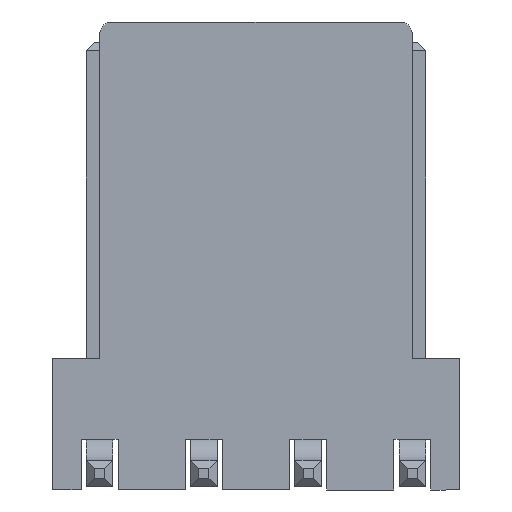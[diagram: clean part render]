
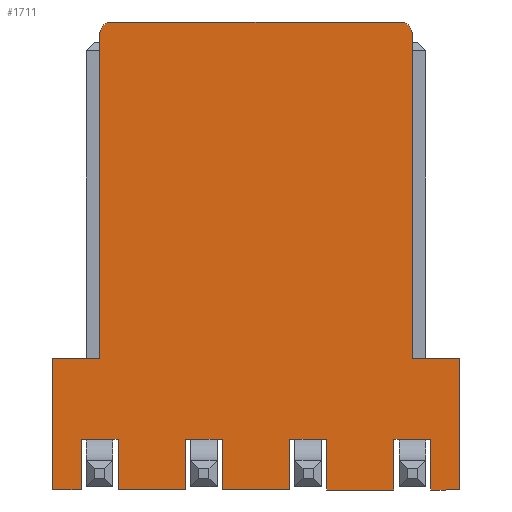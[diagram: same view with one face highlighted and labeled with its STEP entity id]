
A CAD part, left-side view. The second image highlights one B-rep face of the part: STEP entity #1711.
In plain terms, the highlighted planar face has unit normal (-1, 0, 0).
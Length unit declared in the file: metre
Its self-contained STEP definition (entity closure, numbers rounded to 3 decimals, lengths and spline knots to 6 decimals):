
#46=CIRCLE('',#1890,0.0003);
#47=CIRCLE('',#1891,0.0003);
#378=ORIENTED_EDGE('',*,*,#687,.F.);
#379=ORIENTED_EDGE('',*,*,#694,.T.);
#380=ORIENTED_EDGE('',*,*,#695,.T.);
#381=ORIENTED_EDGE('',*,*,#696,.T.);
#382=ORIENTED_EDGE('',*,*,#697,.T.);
#383=ORIENTED_EDGE('',*,*,#698,.F.);
#384=ORIENTED_EDGE('',*,*,#699,.T.);
#385=ORIENTED_EDGE('',*,*,#700,.T.);
#386=ORIENTED_EDGE('',*,*,#701,.T.);
#387=ORIENTED_EDGE('',*,*,#702,.F.);
#388=ORIENTED_EDGE('',*,*,#703,.T.);
#389=ORIENTED_EDGE('',*,*,#704,.T.);
#390=ORIENTED_EDGE('',*,*,#705,.T.);
#391=ORIENTED_EDGE('',*,*,#706,.F.);
#392=ORIENTED_EDGE('',*,*,#707,.T.);
#393=ORIENTED_EDGE('',*,*,#708,.T.);
#394=ORIENTED_EDGE('',*,*,#709,.T.);
#395=ORIENTED_EDGE('',*,*,#710,.F.);
#396=ORIENTED_EDGE('',*,*,#711,.T.);
#397=ORIENTED_EDGE('',*,*,#712,.F.);
#398=ORIENTED_EDGE('',*,*,#691,.F.);
#399=ORIENTED_EDGE('',*,*,#713,.T.);
#400=ORIENTED_EDGE('',*,*,#714,.F.);
#401=ORIENTED_EDGE('',*,*,#715,.T.);
#402=ORIENTED_EDGE('',*,*,#716,.F.);
#403=ORIENTED_EDGE('',*,*,#717,.F.);
#687=EDGE_CURVE('',#860,#862,#1057,.T.);
#691=EDGE_CURVE('',#865,#866,#1061,.T.);
#694=EDGE_CURVE('',#860,#868,#1064,.T.);
#695=EDGE_CURVE('',#868,#869,#1065,.T.);
#696=EDGE_CURVE('',#869,#870,#1066,.T.);
#697=EDGE_CURVE('',#870,#871,#1067,.T.);
#698=EDGE_CURVE('',#872,#871,#1068,.T.);
#699=EDGE_CURVE('',#872,#873,#1069,.T.);
#700=EDGE_CURVE('',#873,#874,#1070,.T.);
#701=EDGE_CURVE('',#874,#875,#1071,.T.);
#702=EDGE_CURVE('',#876,#875,#1072,.T.);
#703=EDGE_CURVE('',#876,#877,#1073,.T.);
#704=EDGE_CURVE('',#877,#878,#1074,.T.);
#705=EDGE_CURVE('',#878,#879,#1075,.T.);
#706=EDGE_CURVE('',#880,#879,#1076,.T.);
#707=EDGE_CURVE('',#880,#881,#1077,.T.);
#708=EDGE_CURVE('',#881,#882,#1078,.T.);
#709=EDGE_CURVE('',#882,#883,#1079,.T.);
#710=EDGE_CURVE('',#884,#883,#1080,.T.);
#711=EDGE_CURVE('',#884,#885,#1081,.T.);
#712=EDGE_CURVE('',#866,#885,#1082,.T.);
#713=EDGE_CURVE('',#865,#886,#1083,.T.);
#714=EDGE_CURVE('',#887,#886,#46,.T.);
#715=EDGE_CURVE('',#887,#888,#1084,.T.);
#716=EDGE_CURVE('',#889,#888,#47,.T.);
#717=EDGE_CURVE('',#862,#889,#1085,.T.);
#860=VERTEX_POINT('',#2723);
#862=VERTEX_POINT('',#2726);
#865=VERTEX_POINT('',#2732);
#866=VERTEX_POINT('',#2734);
#868=VERTEX_POINT('',#2740);
#869=VERTEX_POINT('',#2742);
#870=VERTEX_POINT('',#2744);
#871=VERTEX_POINT('',#2746);
#872=VERTEX_POINT('',#2748);
#873=VERTEX_POINT('',#2750);
#874=VERTEX_POINT('',#2752);
#875=VERTEX_POINT('',#2754);
#876=VERTEX_POINT('',#2756);
#877=VERTEX_POINT('',#2758);
#878=VERTEX_POINT('',#2760);
#879=VERTEX_POINT('',#2762);
#880=VERTEX_POINT('',#2764);
#881=VERTEX_POINT('',#2766);
#882=VERTEX_POINT('',#2768);
#883=VERTEX_POINT('',#2770);
#884=VERTEX_POINT('',#2772);
#885=VERTEX_POINT('',#2774);
#886=VERTEX_POINT('',#2777);
#887=VERTEX_POINT('',#2779);
#888=VERTEX_POINT('',#2781);
#889=VERTEX_POINT('',#2783);
#1057=LINE('',#2725,#1275);
#1061=LINE('',#2733,#1279);
#1064=LINE('',#2739,#1282);
#1065=LINE('',#2741,#1283);
#1066=LINE('',#2743,#1284);
#1067=LINE('',#2745,#1285);
#1068=LINE('',#2747,#1286);
#1069=LINE('',#2749,#1287);
#1070=LINE('',#2751,#1288);
#1071=LINE('',#2753,#1289);
#1072=LINE('',#2755,#1290);
#1073=LINE('',#2757,#1291);
#1074=LINE('',#2759,#1292);
#1075=LINE('',#2761,#1293);
#1076=LINE('',#2763,#1294);
#1077=LINE('',#2765,#1295);
#1078=LINE('',#2767,#1296);
#1079=LINE('',#2769,#1297);
#1080=LINE('',#2771,#1298);
#1081=LINE('',#2773,#1299);
#1082=LINE('',#2775,#1300);
#1083=LINE('',#2776,#1301);
#1084=LINE('',#2780,#1302);
#1085=LINE('',#2784,#1303);
#1275=VECTOR('',#2253,1.);
#1279=VECTOR('',#2257,1.);
#1282=VECTOR('',#2262,1.);
#1283=VECTOR('',#2263,1.);
#1284=VECTOR('',#2264,1.);
#1285=VECTOR('',#2265,1.);
#1286=VECTOR('',#2266,1.);
#1287=VECTOR('',#2267,1.);
#1288=VECTOR('',#2268,1.);
#1289=VECTOR('',#2269,1.);
#1290=VECTOR('',#2270,1.);
#1291=VECTOR('',#2271,1.);
#1292=VECTOR('',#2272,1.);
#1293=VECTOR('',#2273,1.);
#1294=VECTOR('',#2274,1.);
#1295=VECTOR('',#2275,1.);
#1296=VECTOR('',#2276,1.);
#1297=VECTOR('',#2277,1.);
#1298=VECTOR('',#2278,1.);
#1299=VECTOR('',#2279,1.);
#1300=VECTOR('',#2280,1.);
#1301=VECTOR('',#2281,1.);
#1302=VECTOR('',#2284,1.);
#1303=VECTOR('',#2287,1.);
#1421=EDGE_LOOP('',(#378,#379,#380,#381,#382,#383,#384,#385,#386,#387,#388,
#389,#390,#391,#392,#393,#394,#395,#396,#397,#398,#399,#400,#401,#402,#403));
#1521=FACE_BOUND('',#1421,.T.);
#1613=PLANE('',#1889);
#1711=ADVANCED_FACE('',(#1521),#1613,.F.);
#1889=AXIS2_PLACEMENT_3D('',#2738,#2260,#2261);
#1890=AXIS2_PLACEMENT_3D('',#2778,#2282,#2283);
#1891=AXIS2_PLACEMENT_3D('',#2782,#2285,#2286);
#2253=DIRECTION('',(0.,-1.,0.));
#2257=DIRECTION('',(0.,-1.,0.));
#2260=DIRECTION('',(1.,0.,0.));
#2261=DIRECTION('',(0.,0.,-1.));
#2262=DIRECTION('',(0.,0.,-1.));
#2263=DIRECTION('',(0.,-1.,0.));
#2264=DIRECTION('',(0.,0.,1.));
#2265=DIRECTION('',(0.,-1.,0.));
#2266=DIRECTION('',(0.,0.,1.));
#2267=DIRECTION('',(0.,-1.,0.));
#2268=DIRECTION('',(0.,0.,1.));
#2269=DIRECTION('',(0.,-1.,0.));
#2270=DIRECTION('',(0.,0.,1.));
#2271=DIRECTION('',(0.,-1.,0.));
#2272=DIRECTION('',(0.,0.,1.));
#2273=DIRECTION('',(0.,-1.,0.));
#2274=DIRECTION('',(0.,0.,1.));
#2275=DIRECTION('',(0.,-1.,0.));
#2276=DIRECTION('',(0.,0.,1.));
#2277=DIRECTION('',(0.,-1.,0.));
#2278=DIRECTION('',(0.,0.,1.));
#2279=DIRECTION('',(0.,-1.,0.));
#2280=DIRECTION('',(0.,0.,-1.));
#2281=DIRECTION('',(0.,0.,1.));
#2282=DIRECTION('',(1.,0.,0.));
#2283=DIRECTION('',(0.,0.,-1.));
#2284=DIRECTION('',(0.,1.,0.));
#2285=DIRECTION('',(1.,0.,0.));
#2286=DIRECTION('',(0.,0.,-1.));
#2287=DIRECTION('',(0.,0.,1.));
#2723=CARTESIAN_POINT('',(0.,0.00495,0.0032));
#2725=CARTESIAN_POINT('',(0.,0.0054,0.0032));
#2726=CARTESIAN_POINT('',(0.,0.00381,0.0032));
#2732=CARTESIAN_POINT('',(0.,-0.00381,0.0032));
#2733=CARTESIAN_POINT('',(0.,0.0054,0.0032));
#2734=CARTESIAN_POINT('',(0.,-0.00495,0.0032));
#2738=CARTESIAN_POINT('',(0.,0.0054,0.0016));
#2739=CARTESIAN_POINT('',(0.,0.00495,0.0016));
#2740=CARTESIAN_POINT('',(0.,0.00495,0.));
#2741=CARTESIAN_POINT('',(0.,0.0054,0.));
#2742=CARTESIAN_POINT('',(0.,0.00426,0.));
#2743=CARTESIAN_POINT('',(0.,0.00426,0.00062));
#2744=CARTESIAN_POINT('',(0.,0.00426,0.00124));
#2745=CARTESIAN_POINT('',(0.,0.0054,0.00124));
#2746=CARTESIAN_POINT('',(0.,0.00336,0.00124));
#2747=CARTESIAN_POINT('',(0.,0.00336,0.00062));
#2748=CARTESIAN_POINT('',(0.,0.00336,0.));
#2749=CARTESIAN_POINT('',(0.,0.0054,0.));
#2750=CARTESIAN_POINT('',(0.,0.00172,0.));
#2751=CARTESIAN_POINT('',(0.,0.00172,0.00062));
#2752=CARTESIAN_POINT('',(0.,0.00172,0.00124));
#2753=CARTESIAN_POINT('',(0.,0.0054,0.00124));
#2754=CARTESIAN_POINT('',(0.,0.00082,0.00124));
#2755=CARTESIAN_POINT('',(0.,0.00082,0.00062));
#2756=CARTESIAN_POINT('',(0.,0.00082,0.));
#2757=CARTESIAN_POINT('',(0.,0.0054,0.));
#2758=CARTESIAN_POINT('',(0.,-0.00082,0.));
#2759=CARTESIAN_POINT('',(0.,-0.00082,0.00062));
#2760=CARTESIAN_POINT('',(0.,-0.00082,0.00124));
#2761=CARTESIAN_POINT('',(0.,0.0054,0.00124));
#2762=CARTESIAN_POINT('',(0.,-0.00172,0.00124));
#2763=CARTESIAN_POINT('',(0.,-0.00172,0.00062));
#2764=CARTESIAN_POINT('',(0.,-0.00172,0.));
#2765=CARTESIAN_POINT('',(0.,0.0054,0.));
#2766=CARTESIAN_POINT('',(0.,-0.00336,0.));
#2767=CARTESIAN_POINT('',(0.,-0.00336,0.00062));
#2768=CARTESIAN_POINT('',(0.,-0.00336,0.00124));
#2769=CARTESIAN_POINT('',(0.,0.0054,0.00124));
#2770=CARTESIAN_POINT('',(0.,-0.00426,0.00124));
#2771=CARTESIAN_POINT('',(0.,-0.00426,0.00062));
#2772=CARTESIAN_POINT('',(0.,-0.00426,0.));
#2773=CARTESIAN_POINT('',(0.,0.0054,0.));
#2774=CARTESIAN_POINT('',(0.,-0.00495,0.));
#2775=CARTESIAN_POINT('',(0.,-0.00495,0.0016));
#2776=CARTESIAN_POINT('',(0.,-0.00381,0.0073));
#2777=CARTESIAN_POINT('',(0.,-0.00381,0.0111));
#2778=CARTESIAN_POINT('',(0.,-0.00351,0.0111));
#2779=CARTESIAN_POINT('',(0.,-0.00351,0.0114));
#2780=CARTESIAN_POINT('',(0.,-0.00381,0.0114));
#2781=CARTESIAN_POINT('',(0.,0.00351,0.0114));
#2782=CARTESIAN_POINT('',(0.,0.00351,0.0111));
#2783=CARTESIAN_POINT('',(0.,0.00381,0.0111));
#2784=CARTESIAN_POINT('',(0.,0.00381,0.0073));
